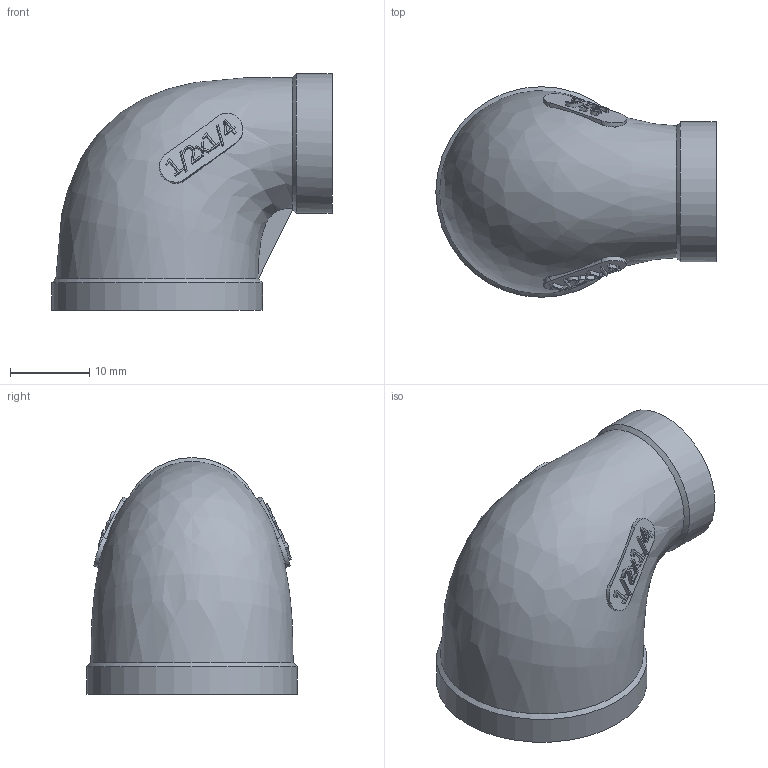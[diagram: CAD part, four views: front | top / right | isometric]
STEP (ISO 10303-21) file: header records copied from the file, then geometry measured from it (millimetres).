
FILE_DESCRIPTION(/* description */ ('Unknown'),/* implementation_level */ '2;1');
FILE_NAME(/* name */ 'R304-1_2x1_4',/* time_stamp */ '2021-10-14T16:40:25+08:00',/* author */ ('Unknown'),/* organization */ ('Unknown'),/* preprocessor_version */ 'ST-DEVELOPER v16.7',/* originating_system */ 'DEX',/* authorisation */ $);
FILE_SCHEMA (('AUTOMOTIVE_DESIGN {1 0 10303 214 3 1 1}'));
Length unit declared in the file: millimetre
Products named in the file (1): R304-1_2x1_4
Bounding box: 35.25 x 26.5 x 29.8 mm (x, y, z)
Volume: 7219.4 mm3; surface area: 5257.6 mm2
Topology: 1 solids, 1 shells, 148 faces, 393 edges, 260 vertices
Faces by surface type: plane 104, bspline 37, cylinder 5, cone 2
Full cylindrical faces by diameter (mm): 17.6 x1, 26.5 x1
Entity records: 7876 total; most frequent: CARTESIAN_POINT 4656, ORIENTED_EDGE 712, DIRECTION 528, EDGE_CURVE 356, LINE 260, VECTOR 260, VERTEX_POINT 238, EDGE_LOOP 162
